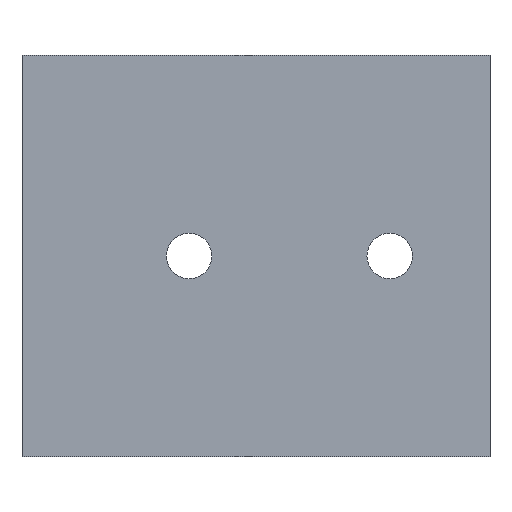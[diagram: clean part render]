
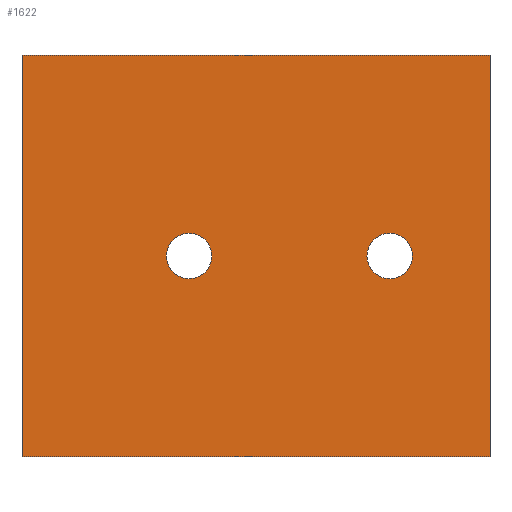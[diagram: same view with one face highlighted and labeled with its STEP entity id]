
A CAD part, left-side view. The second image highlights one B-rep face of the part: STEP entity #1622.
In plain terms, the highlighted planar face has unit normal (-1, 0, 0).
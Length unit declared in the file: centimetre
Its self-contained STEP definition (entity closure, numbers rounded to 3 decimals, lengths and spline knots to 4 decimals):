
#6 = CARTESIAN_POINT ( 'NONE',  ( 0., 0.5, -3. ) ) ;
#17 = CIRCLE ( 'NONE', #1548, 0.17 ) ;
#38 = AXIS2_PLACEMENT_3D ( 'NONE', #1100, #2389, #2551 ) ;
#79 = DIRECTION ( 'NONE',  ( 0., -1., 0. ) ) ;
#92 = VERTEX_POINT ( 'NONE', #2455 ) ;
#129 = DIRECTION ( 'NONE',  ( 0., 0., -1. ) ) ;
#132 = DIRECTION ( 'NONE',  ( 0., 0., -1. ) ) ;
#138 = VERTEX_POINT ( 'NONE', #6 ) ;
#141 = CARTESIAN_POINT ( 'NONE',  ( 0., -0.75, -1.5 ) ) ;
#193 = DIRECTION ( 'NONE',  ( 1., 0., 0. ) ) ;
#235 = ORIENTED_EDGE ( 'NONE', *, *, #580, .T. ) ;
#256 = EDGE_CURVE ( 'NONE', #138, #2016, #2390, .T. ) ;
#287 = FACE_BOUND ( 'NONE', #577, .T. ) ;
#341 = ORIENTED_EDGE ( 'NONE', *, *, #256, .T. ) ;
#355 = ORIENTED_EDGE ( 'NONE', *, *, #1689, .T. ) ;
#356 = CIRCLE ( 'NONE', #1847, 0.17 ) ;
#411 = VERTEX_POINT ( 'NONE', #2420 ) ;
#423 = VECTOR ( 'NONE', #631, 100. ) ;
#457 = EDGE_LOOP ( 'NONE', ( #1233, #521 ) ) ;
#512 = AXIS2_PLACEMENT_3D ( 'NONE', #2042, #2203, #129 ) ;
#513 = CARTESIAN_POINT ( 'NONE',  ( 0., -3., -3. ) ) ;
#521 = ORIENTED_EDGE ( 'NONE', *, *, #2036, .T. ) ;
#524 = ORIENTED_EDGE ( 'NONE', *, *, #1889, .F. ) ;
#529 = CARTESIAN_POINT ( 'NONE',  ( 0., -0.75, -1.33 ) ) ;
#577 = EDGE_LOOP ( 'NONE', ( #235, #355 ) ) ;
#580 = EDGE_CURVE ( 'NONE', #2434, #92, #356, .T. ) ;
#603 = VECTOR ( 'NONE', #132, 100. ) ;
#604 = DIRECTION ( 'NONE',  ( 0., 0., -1. ) ) ;
#618 = CARTESIAN_POINT ( 'NONE',  ( 0., 0.5, 0. ) ) ;
#631 = DIRECTION ( 'NONE',  ( 0., -1., 0. ) ) ;
#728 = LINE ( 'NONE', #513, #603 ) ;
#770 = AXIS2_PLACEMENT_3D ( 'NONE', #1975, #2351, #1351 ) ;
#862 = VERTEX_POINT ( 'NONE', #2471 ) ;
#928 = CARTESIAN_POINT ( 'NONE',  ( 0., -2.25, -1.67 ) ) ;
#1024 = CARTESIAN_POINT ( 'NONE',  ( 0., -3., 0. ) ) ;
#1100 = CARTESIAN_POINT ( 'NONE',  ( 0., -0.75, -1.5 ) ) ;
#1130 = FACE_BOUND ( 'NONE', #457, .T. ) ;
#1142 = VERTEX_POINT ( 'NONE', #529 ) ;
#1171 = EDGE_CURVE ( 'NONE', #1797, #2016, #728, .T. ) ;
#1191 = CARTESIAN_POINT ( 'NONE',  ( 0., 0.5, 0. ) ) ;
#1220 = VECTOR ( 'NONE', #2244, 100. ) ;
#1233 = ORIENTED_EDGE ( 'NONE', *, *, #2130, .T. ) ;
#1303 = CIRCLE ( 'NONE', #512, 0.17 ) ;
#1314 = CARTESIAN_POINT ( 'NONE',  ( 0., -2.25, -1.5 ) ) ;
#1351 = DIRECTION ( 'NONE',  ( 0., 0., -1. ) ) ;
#1548 = AXIS2_PLACEMENT_3D ( 'NONE', #141, #2003, #2215 ) ;
#1570 = FACE_OUTER_BOUND ( 'NONE', #1878, .T. ) ;
#1622 = ADVANCED_FACE ( 'NONE', ( #1130, #287, #1570 ), #2584, .F. ) ;
#1689 = EDGE_CURVE ( 'NONE', #92, #2434, #1303, .T. ) ;
#1713 = VECTOR ( 'NONE', #79, 100. ) ;
#1750 = EDGE_CURVE ( 'NONE', #138, #862, #2637, .T. ) ;
#1797 = VERTEX_POINT ( 'NONE', #1024 ) ;
#1847 = AXIS2_PLACEMENT_3D ( 'NONE', #1314, #193, #604 ) ;
#1878 = EDGE_LOOP ( 'NONE', ( #341, #2115, #524, #2487 ) ) ;
#1889 = EDGE_CURVE ( 'NONE', #862, #1797, #2505, .T. ) ;
#1975 = CARTESIAN_POINT ( 'NONE',  ( 0., 0.5, 0. ) ) ;
#2003 = DIRECTION ( 'NONE',  ( 1., 0., 0. ) ) ;
#2016 = VERTEX_POINT ( 'NONE', #2134 ) ;
#2036 = EDGE_CURVE ( 'NONE', #1142, #411, #2173, .T. ) ;
#2042 = CARTESIAN_POINT ( 'NONE',  ( 0., -2.25, -1.5 ) ) ;
#2115 = ORIENTED_EDGE ( 'NONE', *, *, #1171, .F. ) ;
#2130 = EDGE_CURVE ( 'NONE', #411, #1142, #17, .T. ) ;
#2134 = CARTESIAN_POINT ( 'NONE',  ( 0., -3., -3. ) ) ;
#2173 = CIRCLE ( 'NONE', #38, 0.17 ) ;
#2203 = DIRECTION ( 'NONE',  ( 1., 0., 0. ) ) ;
#2215 = DIRECTION ( 'NONE',  ( 0., 0., -1. ) ) ;
#2244 = DIRECTION ( 'NONE',  ( 0., 0., 1. ) ) ;
#2350 = CARTESIAN_POINT ( 'NONE',  ( 0., 0.5, -3. ) ) ;
#2351 = DIRECTION ( 'NONE',  ( 1., 0., 0. ) ) ;
#2389 = DIRECTION ( 'NONE',  ( 1., 0., 0. ) ) ;
#2390 = LINE ( 'NONE', #2350, #1713 ) ;
#2420 = CARTESIAN_POINT ( 'NONE',  ( 0., -0.75, -1.67 ) ) ;
#2434 = VERTEX_POINT ( 'NONE', #928 ) ;
#2455 = CARTESIAN_POINT ( 'NONE',  ( 0., -2.25, -1.33 ) ) ;
#2471 = CARTESIAN_POINT ( 'NONE',  ( 0., 0.5, 0. ) ) ;
#2487 = ORIENTED_EDGE ( 'NONE', *, *, #1750, .F. ) ;
#2505 = LINE ( 'NONE', #618, #423 ) ;
#2551 = DIRECTION ( 'NONE',  ( 0., 0., -1. ) ) ;
#2584 = PLANE ( 'NONE',  #770 ) ;
#2637 = LINE ( 'NONE', #1191, #1220 ) ;
